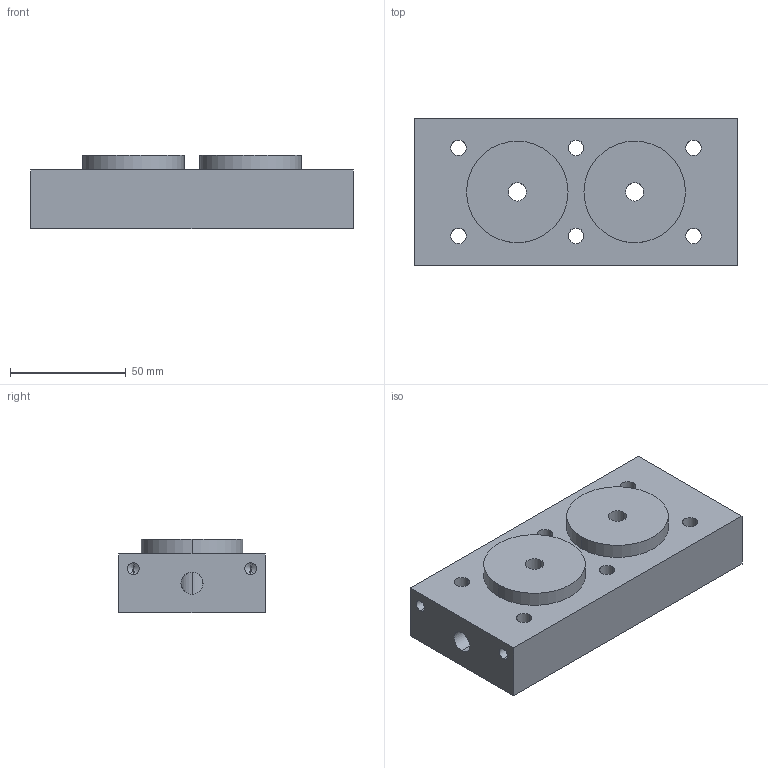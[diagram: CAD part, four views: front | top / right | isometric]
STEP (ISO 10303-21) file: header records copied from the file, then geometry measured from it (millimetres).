
FILE_DESCRIPTION((''),'2;1');
FILE_NAME('CYLINDER_HEAD_LOWER_ASSY_2_SL___ASM','2016-12-07T',('cxl300'),(''),'PRO/ENGINEER BY PARAMETRIC TECHNOLOGY CORPORATION, 2013230','PRO/ENGINEER BY PARAMETRIC TECHNOLOGY CORPORATION, 2013230','');
FILE_SCHEMA(('CONFIG_CONTROL_DESIGN','GEOMETRIC_VALIDATION_PROPERTIES_MIM'));
Length unit declared in the file: millimetre
Products named in the file (2): CYLINDER_HEAD__LOWER_2_SLDPRT__; CYLINDER_HEAD_LOWER_ASSY_2_SL___ASM
Assembly tree (1 placements, depth 2):
  CYLINDER_HEAD_LOWER_ASSY_2_SL___ASM
    CYLINDER_HEAD__LOWER_2_SLDPRT__
Bounding box: 139.7 x 63.5 x 31.75 mm (x, y, z)
Volume: 217084.5 mm3; surface area: 40361.6 mm2
Topology: 1 solids, 1 shells, 66 faces, 164 edges, 102 vertices
Faces by surface type: cylinder 44, plane 14, cone 8
Entity records: 2193 total; most frequent: CARTESIAN_POINT 424, DIRECTION 372, ORIENTED_EDGE 312, EDGE_CURVE 156, AXIS2_PLACEMENT_3D 153, VERTEX_POINT 102, EDGE_LOOP 96, CIRCLE 84
